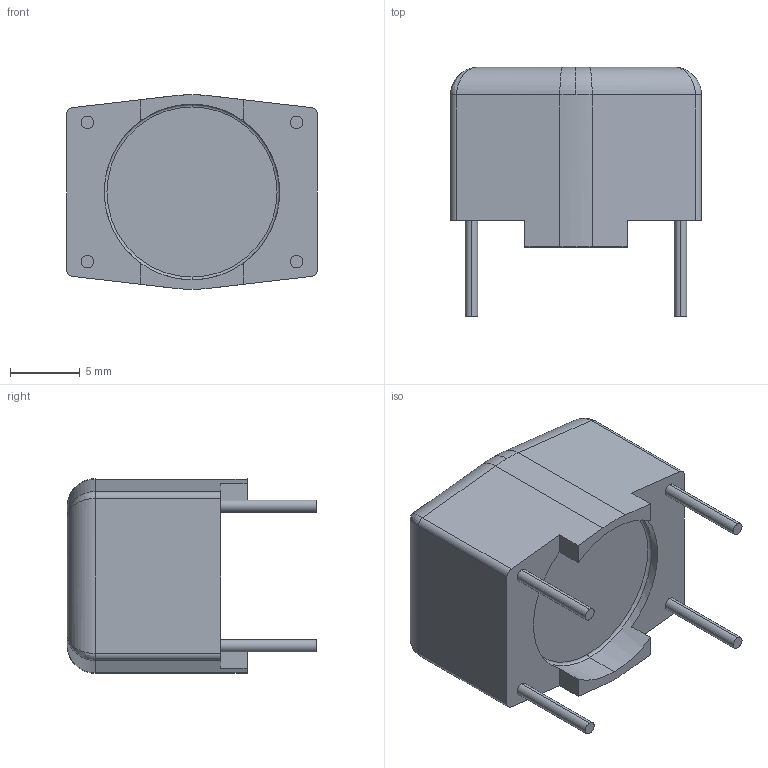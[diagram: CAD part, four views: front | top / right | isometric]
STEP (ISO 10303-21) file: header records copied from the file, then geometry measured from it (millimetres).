
FILE_DESCRIPTION (( 'STEP AP214' ), '1' );
FILE_NAME ('rn112.STEP', '2019-06-20T14:13:08', ( '' ), ( '' ), 'SwSTEP 2.0', 'SolidWorks 2018', '' );
FILE_SCHEMA (( 'AUTOMOTIVE_DESIGN' ));
Length unit declared in the file: millimetre
Products named in the file (1): rn112
Bounding box: 18 x 17.9 x 13.96 mm (x, y, z)
Volume: 2475.7 mm3; surface area: 1246.7 mm2
Topology: 1 solids, 1 shells, 52 faces, 124 edges, 74 vertices
Faces by surface type: cylinder 23, plane 20, torus 5, bspline 4
Entity records: 2144 total; most frequent: CARTESIAN_POINT 387, DIRECTION 261, ORIENTED_EDGE 240, EDGE_CURVE 120, AXIS2_PLACEMENT_3D 100, VERTEX_POINT 74, LINE 61, VECTOR 61
